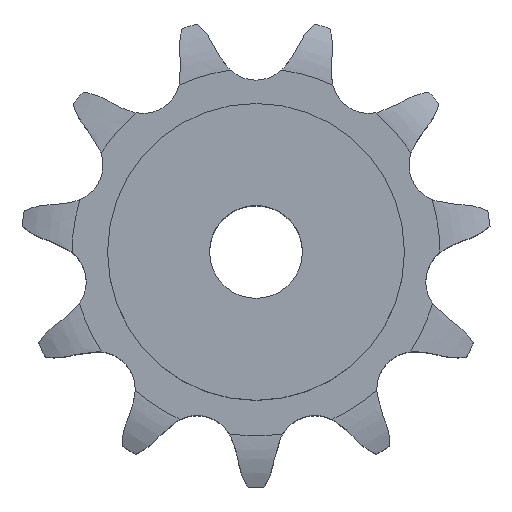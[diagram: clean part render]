
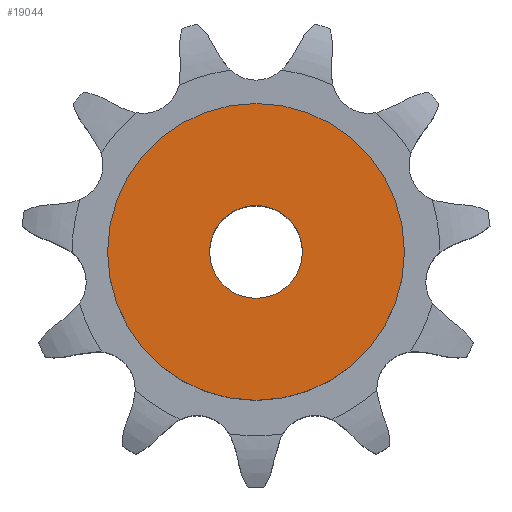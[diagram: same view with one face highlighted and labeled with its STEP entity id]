
A CAD part, top view. The second image highlights one B-rep face of the part: STEP entity #19044.
In plain terms, the highlighted planar face has unit normal (0, 0, 1).
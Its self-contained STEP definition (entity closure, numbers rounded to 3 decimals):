
#10306 = CYLINDRICAL_SURFACE('',#10307,10.);
#10307 = AXIS2_PLACEMENT_3D('',#10308,#10309,#10310);
#10308 = CARTESIAN_POINT('',(0.,0.,181.637));
#10309 = DIRECTION('',(0.,0.,1.));
#10310 = DIRECTION('',(1.,0.,0.));
#13091 = EDGE_CURVE('',#13092,#13092,#13094,.T.);
#13092 = VERTEX_POINT('',#13093);
#13093 = CARTESIAN_POINT('',(10.,0.,70.));
#13094 = SURFACE_CURVE('',#13095,(#13100,#13107),.PCURVE_S1.);
#13095 = CIRCLE('',#13096,10.);
#13096 = AXIS2_PLACEMENT_3D('',#13097,#13098,#13099);
#13097 = CARTESIAN_POINT('',(0.,0.,70.));
#13098 = DIRECTION('',(0.,0.,1.));
#13099 = DIRECTION('',(1.,0.,0.));
#13100 = PCURVE('',#10306,#13101);
#13101 = DEFINITIONAL_REPRESENTATION('',(#13102),#13106);
#13102 = LINE('',#13103,#13104);
#13103 = CARTESIAN_POINT('',(0.,-111.637));
#13104 = VECTOR('',#13105,1.);
#13105 = DIRECTION('',(1.,0.));
#13106 = ( GEOMETRIC_REPRESENTATION_CONTEXT(2) 
PARAMETRIC_REPRESENTATION_CONTEXT() REPRESENTATION_CONTEXT('2D SPACE',''
  ) );
#13107 = PCURVE('',#13108,#13113);
#13108 = PLANE('',#13109);
#13109 = AXIS2_PLACEMENT_3D('',#13110,#13111,#13112);
#13110 = CARTESIAN_POINT('',(0.,0.,70.)
  );
#13111 = DIRECTION('',(0.,0.,1.));
#13112 = DIRECTION('',(1.,0.,0.));
#13113 = DEFINITIONAL_REPRESENTATION('',(#13114),#13118);
#13114 = CIRCLE('',#13115,10.);
#13115 = AXIS2_PLACEMENT_2D('',#13116,#13117);
#13116 = CARTESIAN_POINT('',(0.,0.));
#13117 = DIRECTION('',(1.,0.));
#13118 = ( GEOMETRIC_REPRESENTATION_CONTEXT(2) 
PARAMETRIC_REPRESENTATION_CONTEXT() REPRESENTATION_CONTEXT('2D SPACE',''
  ) );
#19044 = ADVANCED_FACE('',(#19045,#19076),#13108,.T.);
#19045 = FACE_BOUND('',#19046,.T.);
#19046 = EDGE_LOOP('',(#19047));
#19047 = ORIENTED_EDGE('',*,*,#19048,.T.);
#19048 = EDGE_CURVE('',#19049,#19049,#19051,.T.);
#19049 = VERTEX_POINT('',#19050);
#19050 = CARTESIAN_POINT('',(32.,0.,70.));
#19051 = SURFACE_CURVE('',#19052,(#19057,#19064),.PCURVE_S1.);
#19052 = CIRCLE('',#19053,32.);
#19053 = AXIS2_PLACEMENT_3D('',#19054,#19055,#19056);
#19054 = CARTESIAN_POINT('',(0.,0.,70.));
#19055 = DIRECTION('',(0.,0.,1.));
#19056 = DIRECTION('',(1.,0.,0.));
#19057 = PCURVE('',#13108,#19058);
#19058 = DEFINITIONAL_REPRESENTATION('',(#19059),#19063);
#19059 = CIRCLE('',#19060,32.);
#19060 = AXIS2_PLACEMENT_2D('',#19061,#19062);
#19061 = CARTESIAN_POINT('',(0.,0.));
#19062 = DIRECTION('',(1.,0.));
#19063 = ( GEOMETRIC_REPRESENTATION_CONTEXT(2) 
PARAMETRIC_REPRESENTATION_CONTEXT() REPRESENTATION_CONTEXT('2D SPACE',''
  ) );
#19064 = PCURVE('',#19065,#19070);
#19065 = CYLINDRICAL_SURFACE('',#19066,32.);
#19066 = AXIS2_PLACEMENT_3D('',#19067,#19068,#19069);
#19067 = CARTESIAN_POINT('',(0.,0.,0.));
#19068 = DIRECTION('',(-0.,-0.,-1.));
#19069 = DIRECTION('',(1.,0.,0.));
#19070 = DEFINITIONAL_REPRESENTATION('',(#19071),#19075);
#19071 = LINE('',#19072,#19073);
#19072 = CARTESIAN_POINT('',(-0.,-70.));
#19073 = VECTOR('',#19074,1.);
#19074 = DIRECTION('',(-1.,0.));
#19075 = ( GEOMETRIC_REPRESENTATION_CONTEXT(2) 
PARAMETRIC_REPRESENTATION_CONTEXT() REPRESENTATION_CONTEXT('2D SPACE',''
  ) );
#19076 = FACE_BOUND('',#19077,.T.);
#19077 = EDGE_LOOP('',(#19078));
#19078 = ORIENTED_EDGE('',*,*,#13091,.F.);
